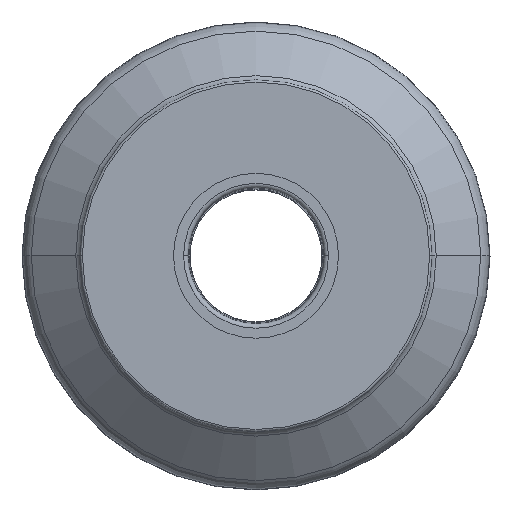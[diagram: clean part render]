
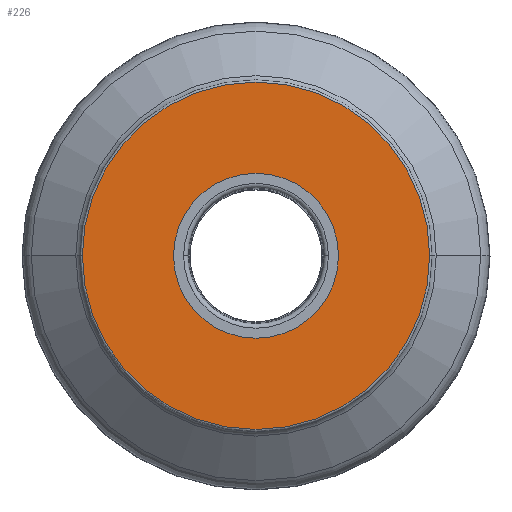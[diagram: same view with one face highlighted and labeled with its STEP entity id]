
A CAD part, top view. The second image highlights one B-rep face of the part: STEP entity #226.
In plain terms, the highlighted planar face has unit normal (0, 0, 1).
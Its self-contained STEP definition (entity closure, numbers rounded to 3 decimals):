
#63=PLANE('',#2324);
#71=FACE_BOUND('',#590,.T.);
#72=FACE_BOUND('',#591,.T.);
#226=ADVANCED_FACE('',(#71,#72),#63,.T.);
#590=EDGE_LOOP('',(#1012,#1013));
#591=EDGE_LOOP('',(#1014,#1015));
#1012=ORIENTED_EDGE('',*,*,#1482,.T.);
#1013=ORIENTED_EDGE('',*,*,#1484,.T.);
#1014=ORIENTED_EDGE('',*,*,#1485,.T.);
#1015=ORIENTED_EDGE('',*,*,#1486,.T.);
#1250=VERTEX_POINT('',#5276);
#1251=VERTEX_POINT('',#5278);
#1252=VERTEX_POINT('',#5284);
#1253=VERTEX_POINT('',#5285);
#1482=EDGE_CURVE('',#1251,#1250,#1820,.T.);
#1484=EDGE_CURVE('',#1250,#1251,#1822,.T.);
#1485=EDGE_CURVE('',#1252,#1253,#1823,.T.);
#1486=EDGE_CURVE('',#1253,#1252,#1824,.T.);
#1820=CIRCLE('',#2317,79.);
#1822=CIRCLE('',#2320,79.);
#1823=CIRCLE('',#2322,37.5);
#1824=CIRCLE('',#2323,37.5);
#2317=AXIS2_PLACEMENT_3D('',#5277,#2821,#2822);
#2320=AXIS2_PLACEMENT_3D('',#5281,#2827,#2828);
#2322=AXIS2_PLACEMENT_3D('',#5283,#2831,#2832);
#2323=AXIS2_PLACEMENT_3D('',#5286,#2833,#2834);
#2324=AXIS2_PLACEMENT_3D('',#5287,#2835,#2836);
#2821=DIRECTION('',(0.,0.,1.));
#2822=DIRECTION('',(1.,0.,0.));
#2827=DIRECTION('',(0.,0.,1.));
#2828=DIRECTION('',(-1.,0.,0.));
#2831=DIRECTION('',(0.,0.,-1.));
#2832=DIRECTION('',(-1.,0.,0.));
#2833=DIRECTION('',(0.,0.,-1.));
#2834=DIRECTION('',(1.,0.,0.));
#2835=DIRECTION('',(0.,0.,1.));
#2836=DIRECTION('',(-1.,0.,0.));
#5276=CARTESIAN_POINT('',(-79.,0.,0.));
#5277=CARTESIAN_POINT('',(0.,0.,0.));
#5278=CARTESIAN_POINT('',(79.,0.,0.));
#5281=CARTESIAN_POINT('',(0.,0.,0.));
#5283=CARTESIAN_POINT('',(0.,0.,0.));
#5284=CARTESIAN_POINT('',(-37.5,0.,0.));
#5285=CARTESIAN_POINT('',(37.5,0.,0.));
#5286=CARTESIAN_POINT('',(0.,0.,0.));
#5287=CARTESIAN_POINT('',(0.,0.,0.));
